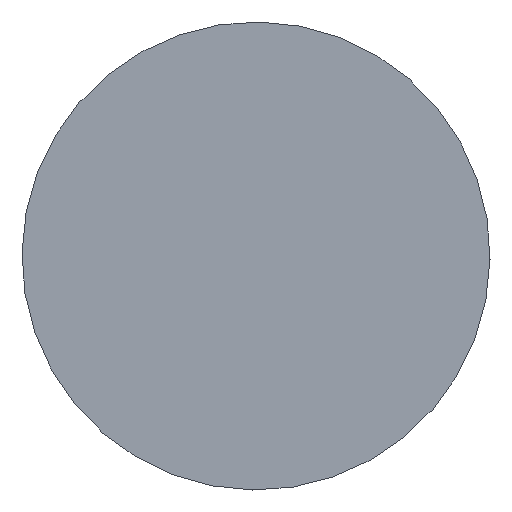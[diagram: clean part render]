
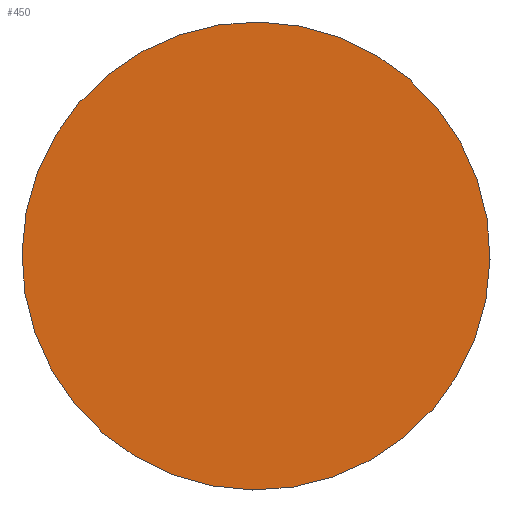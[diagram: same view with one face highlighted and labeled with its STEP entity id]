
A CAD part, front view. The second image highlights one B-rep face of the part: STEP entity #450.
In plain terms, the highlighted planar face has unit normal (0, -1, 0).
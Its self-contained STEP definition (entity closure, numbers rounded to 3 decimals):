
#32=PLANE('',#500);
#40=FACE_OUTER_BOUND('',#64,.T.);
#64=EDGE_LOOP('',(#295,#296));
#117=CIRCLE('',#501,31.5);
#118=CIRCLE('',#502,31.5);
#173=VERTEX_POINT('',#760);
#174=VERTEX_POINT('',#761);
#225=EDGE_CURVE('',#173,#174,#117,.T.);
#226=EDGE_CURVE('',#174,#173,#118,.T.);
#295=ORIENTED_EDGE('',*,*,#225,.F.);
#296=ORIENTED_EDGE('',*,*,#226,.F.);
#450=ADVANCED_FACE('',(#40),#32,.T.);
#500=AXIS2_PLACEMENT_3D('',#759,#592,#593);
#501=AXIS2_PLACEMENT_3D('',#762,#594,#595);
#502=AXIS2_PLACEMENT_3D('',#763,#596,#597);
#592=DIRECTION('center_axis',(0.,-1.,0.));
#593=DIRECTION('ref_axis',(0.487,0.,-0.873));
#594=DIRECTION('center_axis',(0.,1.,0.));
#595=DIRECTION('ref_axis',(-0.873,0.,-0.487));
#596=DIRECTION('center_axis',(0.,1.,0.));
#597=DIRECTION('ref_axis',(-0.873,0.,-0.487));
#759=CARTESIAN_POINT('Origin',(-13.754,-33.,-7.673));
#760=CARTESIAN_POINT('',(-27.509,-33.,-15.346));
#761=CARTESIAN_POINT('',(27.509,-33.,15.346));
#762=CARTESIAN_POINT('Origin',(0.,-33.,0.));
#763=CARTESIAN_POINT('Origin',(0.,-33.,0.));
